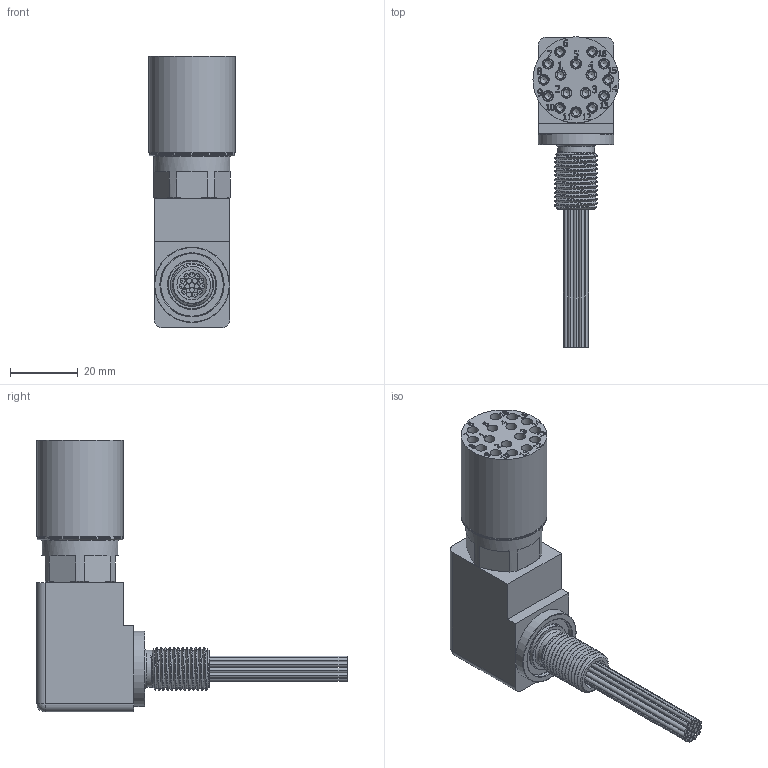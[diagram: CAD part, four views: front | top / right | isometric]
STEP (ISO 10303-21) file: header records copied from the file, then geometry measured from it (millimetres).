
FILE_DESCRIPTION(/* description */ (''),/* implementation_level */ '2;1');
FILE_NAME(/* name */ 'MCBHRA16F.stp',/* time_stamp */ '2015-10-06T08:38:19+02:00',/* author */ ('sh'),/* organization */ (''),/* preprocessor_version */ 'ST-DEVELOPER v15.2',/* originating_system */ 'Autodesk Inventor 2014',/* authorisation */ '');
FILE_SCHEMA (('AUTOMOTIVE_DESIGN { 1 0 10303 214 3 1 1 }'));
Length unit declared in the file: inch
Products named in the file (1): MCBHRA16F
Bounding box: 25.4 x 91.44 x 80.16 mm (x, y, z)
Volume: 42582.8 mm3; surface area: 28845.4 mm2
Topology: 63 solids, 63 shells, 1529 faces, 3821 edges, 2504 vertices
Faces by surface type: plane 707, cylinder 254, torus 215, bspline 187, cone 164, sphere 2
Full cylindrical faces by diameter (mm): 1.321 x16, 1.499 x6, 2.032 x16, 2.037 x16, 2.057 x16, 2.743 x32, 2.794 x16, 3.175 x84, 7.671 x2, 8.89 x1, 10.871 x1, 10.922 x1, 11.1 x2, 11.51 x6, 12.852 x2, 14.275 x2, 18.694 x1, 18.745 x1, 19.05 x1, 22.225 x1, 22.555 x1, 25.349 x1, 25.4 x1
Entity records: 46850 total; most frequent: CARTESIAN_POINT 13620, DIRECTION 6391, ORIENTED_EDGE 6318, EDGE_CURVE 3159, AXIS2_PLACEMENT_3D 2491, VERTEX_POINT 2320, EDGE_LOOP 2115, ADVANCED_FACE 1522
